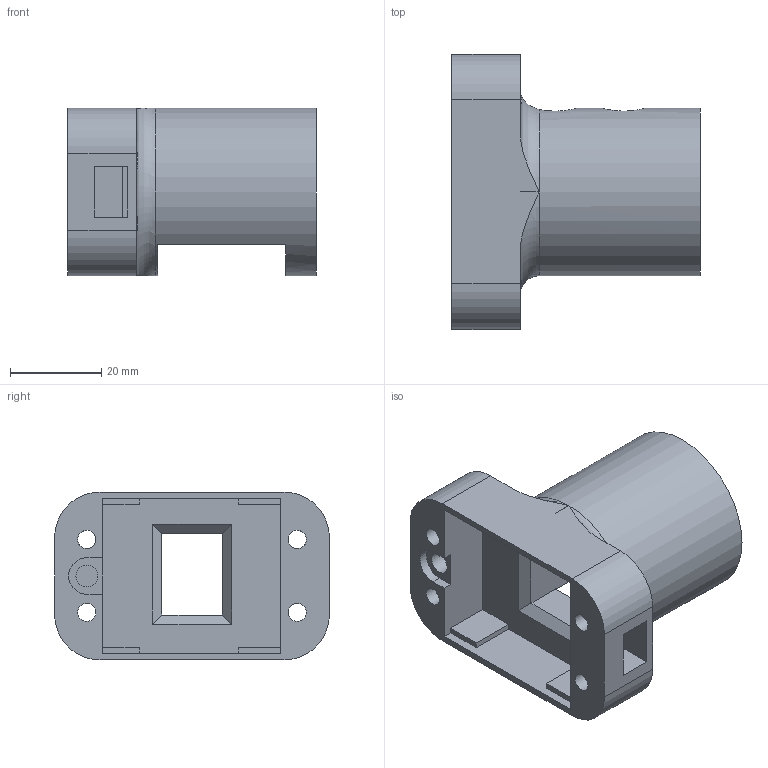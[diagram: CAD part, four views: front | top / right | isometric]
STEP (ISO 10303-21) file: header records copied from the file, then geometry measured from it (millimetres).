
FILE_DESCRIPTION(/* description */ (''),/* implementation_level */ '2;1');
FILE_NAME(/* name */ '',/* time_stamp */ '2023-09-27T21:44:16+03:00',/* author */ (''),/* organization */ (''),/* preprocessor_version */ 'ST-DEVELOPER v20',/* originating_system */ 'Autodesk Translation Framework v12.14.0.127',/* authorisation */ '');
FILE_SCHEMA (('AUTOMOTIVE_DESIGN { 1 0 10303 214 3 1 1 }'));
Length unit declared in the file: millimetre
Products named in the file (1): Основание правое
Bounding box: 54.5 x 60.37 x 36.85 mm (x, y, z)
Volume: 36461.8 mm3; surface area: 17240.6 mm2
Topology: 1 solids, 1 shells, 134 faces, 387 edges, 258 vertices
Faces by surface type: plane 80, cylinder 33, bspline 16, cone 4, torus 1
Full cylindrical faces by diameter (mm): 2.11 x4, 4 x4, 4.8 x1, 5.1 x4, 9.7 x2, 30 x1, 36.84 x1
Entity records: 5068 total; most frequent: CARTESIAN_POINT 1518, ORIENTED_EDGE 774, DIRECTION 664, EDGE_CURVE 387, VERTEX_POINT 258, LINE 250, VECTOR 250, AXIS2_PLACEMENT_3D 207
